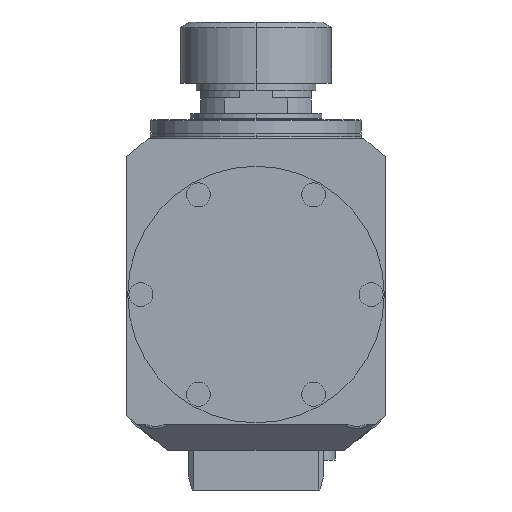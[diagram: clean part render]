
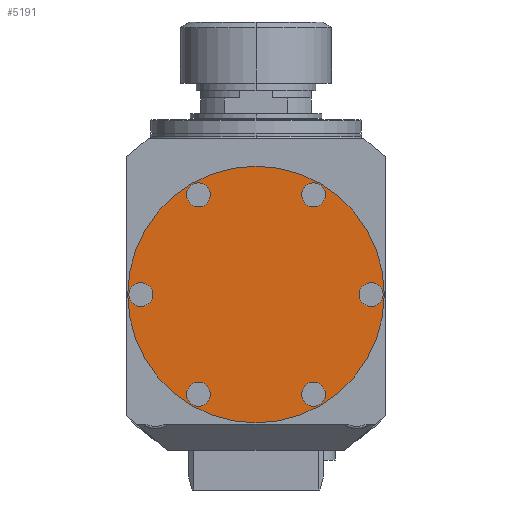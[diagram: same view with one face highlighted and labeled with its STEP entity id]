
A CAD part, left-side view. The second image highlights one B-rep face of the part: STEP entity #5191.
In plain terms, the highlighted planar face has unit normal (-1, 0, 0).
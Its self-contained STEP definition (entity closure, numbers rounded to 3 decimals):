
#663=CARTESIAN_POINT('',(-138.,0.,0.));
#664=DIRECTION('',(-1.,0.,0.));
#665=DIRECTION('',(0.,0.,1.));
#666=AXIS2_PLACEMENT_3D('',#663,#664,#665);
#672=CARTESIAN_POINT('',(-138.,0.,0.));
#673=DIRECTION('',(1.,0.,0.));
#674=DIRECTION('',(0.,0.,1.));
#675=AXIS2_PLACEMENT_3D('',#672,#673,#674);
#681=CARTESIAN_POINT('',(-138.,-24.,41.569));
#682=DIRECTION('',(1.,0.,0.));
#683=DIRECTION('',(0.,0.,1.));
#684=AXIS2_PLACEMENT_3D('',#681,#682,#683);
#686=CARTESIAN_POINT('',(-138.,-24.,41.569));
#687=DIRECTION('',(1.,0.,0.));
#688=DIRECTION('',(0.,0.,-1.));
#689=AXIS2_PLACEMENT_3D('',#686,#687,#688);
#691=CARTESIAN_POINT('',(-138.,24.,41.569));
#692=DIRECTION('',(1.,0.,0.));
#693=DIRECTION('',(0.,0.,1.));
#694=AXIS2_PLACEMENT_3D('',#691,#692,#693);
#696=CARTESIAN_POINT('',(-138.,24.,41.569));
#697=DIRECTION('',(1.,0.,0.));
#698=DIRECTION('',(0.,0.,-1.));
#699=AXIS2_PLACEMENT_3D('',#696,#697,#698);
#701=CARTESIAN_POINT('',(-138.,48.,0.));
#702=DIRECTION('',(1.,0.,0.));
#703=DIRECTION('',(0.,0.,1.));
#704=AXIS2_PLACEMENT_3D('',#701,#702,#703);
#706=CARTESIAN_POINT('',(-138.,48.,0.));
#707=DIRECTION('',(1.,0.,0.));
#708=DIRECTION('',(0.,0.,-1.));
#709=AXIS2_PLACEMENT_3D('',#706,#707,#708);
#711=CARTESIAN_POINT('',(-138.,24.,-41.569));
#712=DIRECTION('',(1.,0.,0.));
#713=DIRECTION('',(0.,0.,1.));
#714=AXIS2_PLACEMENT_3D('',#711,#712,#713);
#716=CARTESIAN_POINT('',(-138.,24.,-41.569));
#717=DIRECTION('',(1.,0.,0.));
#718=DIRECTION('',(0.,0.,-1.));
#719=AXIS2_PLACEMENT_3D('',#716,#717,#718);
#721=CARTESIAN_POINT('',(-138.,-24.,-41.569));
#722=DIRECTION('',(1.,0.,0.));
#723=DIRECTION('',(0.,0.,1.));
#724=AXIS2_PLACEMENT_3D('',#721,#722,#723);
#726=CARTESIAN_POINT('',(-138.,-24.,-41.569));
#727=DIRECTION('',(1.,0.,0.));
#728=DIRECTION('',(0.,0.,-1.));
#729=AXIS2_PLACEMENT_3D('',#726,#727,#728);
#731=CARTESIAN_POINT('',(-138.,-48.,0.));
#732=DIRECTION('',(1.,0.,0.));
#733=DIRECTION('',(0.,0.,1.));
#734=AXIS2_PLACEMENT_3D('',#731,#732,#733);
#736=CARTESIAN_POINT('',(-138.,-48.,0.));
#737=DIRECTION('',(1.,0.,0.));
#738=DIRECTION('',(0.,0.,-1.));
#739=AXIS2_PLACEMENT_3D('',#736,#737,#738);
#4091=CARTESIAN_POINT('',(-138.,0.,53.5));
#4092=CARTESIAN_POINT('',(-138.,0.,-53.5));
#4093=VERTEX_POINT('',#4091);
#4094=VERTEX_POINT('',#4092);
#4103=CARTESIAN_POINT('',(-138.,-24.,46.569));
#4104=CARTESIAN_POINT('',(-138.,-24.,36.569));
#4105=VERTEX_POINT('',#4103);
#4106=VERTEX_POINT('',#4104);
#4111=CARTESIAN_POINT('',(-138.,24.,46.569));
#4112=CARTESIAN_POINT('',(-138.,24.,36.569));
#4113=VERTEX_POINT('',#4111);
#4114=VERTEX_POINT('',#4112);
#4119=CARTESIAN_POINT('',(-138.,48.,5.));
#4120=CARTESIAN_POINT('',(-138.,48.,-5.));
#4121=VERTEX_POINT('',#4119);
#4122=VERTEX_POINT('',#4120);
#4127=CARTESIAN_POINT('',(-138.,24.,-36.569));
#4128=CARTESIAN_POINT('',(-138.,24.,-46.569));
#4129=VERTEX_POINT('',#4127);
#4130=VERTEX_POINT('',#4128);
#4135=CARTESIAN_POINT('',(-138.,-24.,-36.569));
#4136=CARTESIAN_POINT('',(-138.,-24.,-46.569));
#4137=VERTEX_POINT('',#4135);
#4138=VERTEX_POINT('',#4136);
#4143=CARTESIAN_POINT('',(-138.,-48.,5.));
#4144=CARTESIAN_POINT('',(-138.,-48.,-5.));
#4145=VERTEX_POINT('',#4143);
#4146=VERTEX_POINT('',#4144);
#5146=CARTESIAN_POINT('',(-138.,0.,0.));
#5147=DIRECTION('',(-1.,0.,0.));
#5148=DIRECTION('',(0.,0.,-1.));
#5149=AXIS2_PLACEMENT_3D('',#5146,#5147,#5148);
#5150=PLANE('',#5149);
#5151=ORIENTED_EDGE('',*,*,#5140,.T.);
#5152=ORIENTED_EDGE('',*,*,#5126,.F.);
#5153=EDGE_LOOP('',(#5151,#5152));
#5154=FACE_OUTER_BOUND('',#5153,.F.);
#5156=ORIENTED_EDGE('',*,*,#5155,.F.);
#5158=ORIENTED_EDGE('',*,*,#5157,.F.);
#5159=EDGE_LOOP('',(#5156,#5158));
#5160=FACE_BOUND('',#5159,.F.);
#5162=ORIENTED_EDGE('',*,*,#5161,.F.);
#5164=ORIENTED_EDGE('',*,*,#5163,.F.);
#5165=EDGE_LOOP('',(#5162,#5164));
#5166=FACE_BOUND('',#5165,.F.);
#5168=ORIENTED_EDGE('',*,*,#5167,.F.);
#5170=ORIENTED_EDGE('',*,*,#5169,.F.);
#5171=EDGE_LOOP('',(#5168,#5170));
#5172=FACE_BOUND('',#5171,.F.);
#5174=ORIENTED_EDGE('',*,*,#5173,.F.);
#5176=ORIENTED_EDGE('',*,*,#5175,.F.);
#5177=EDGE_LOOP('',(#5174,#5176));
#5178=FACE_BOUND('',#5177,.F.);
#5180=ORIENTED_EDGE('',*,*,#5179,.F.);
#5182=ORIENTED_EDGE('',*,*,#5181,.F.);
#5183=EDGE_LOOP('',(#5180,#5182));
#5184=FACE_BOUND('',#5183,.F.);
#5186=ORIENTED_EDGE('',*,*,#5185,.F.);
#5188=ORIENTED_EDGE('',*,*,#5187,.F.);
#5189=EDGE_LOOP('',(#5186,#5188));
#5190=FACE_BOUND('',#5189,.F.);
#5191=ADVANCED_FACE('',(#5154,#5160,#5166,#5172,#5178,#5184,#5190),#5150,.T.);
#667=CIRCLE('',#666,53.5);
#676=CIRCLE('',#675,53.5);
#685=CIRCLE('',#684,5.);
#690=CIRCLE('',#689,5.);
#695=CIRCLE('',#694,5.);
#700=CIRCLE('',#699,5.);
#705=CIRCLE('',#704,5.);
#710=CIRCLE('',#709,5.);
#715=CIRCLE('',#714,5.);
#720=CIRCLE('',#719,5.);
#725=CIRCLE('',#724,5.);
#730=CIRCLE('',#729,5.);
#735=CIRCLE('',#734,5.);
#740=CIRCLE('',#739,5.);
#5126=EDGE_CURVE('',#4093,#4094,#667,.T.);
#5140=EDGE_CURVE('',#4093,#4094,#676,.T.);
#5155=EDGE_CURVE('',#4105,#4106,#685,.T.);
#5157=EDGE_CURVE('',#4106,#4105,#690,.T.);
#5161=EDGE_CURVE('',#4113,#4114,#695,.T.);
#5163=EDGE_CURVE('',#4114,#4113,#700,.T.);
#5167=EDGE_CURVE('',#4121,#4122,#705,.T.);
#5169=EDGE_CURVE('',#4122,#4121,#710,.T.);
#5173=EDGE_CURVE('',#4129,#4130,#715,.T.);
#5175=EDGE_CURVE('',#4130,#4129,#720,.T.);
#5179=EDGE_CURVE('',#4137,#4138,#725,.T.);
#5181=EDGE_CURVE('',#4138,#4137,#730,.T.);
#5185=EDGE_CURVE('',#4145,#4146,#735,.T.);
#5187=EDGE_CURVE('',#4146,#4145,#740,.T.);
